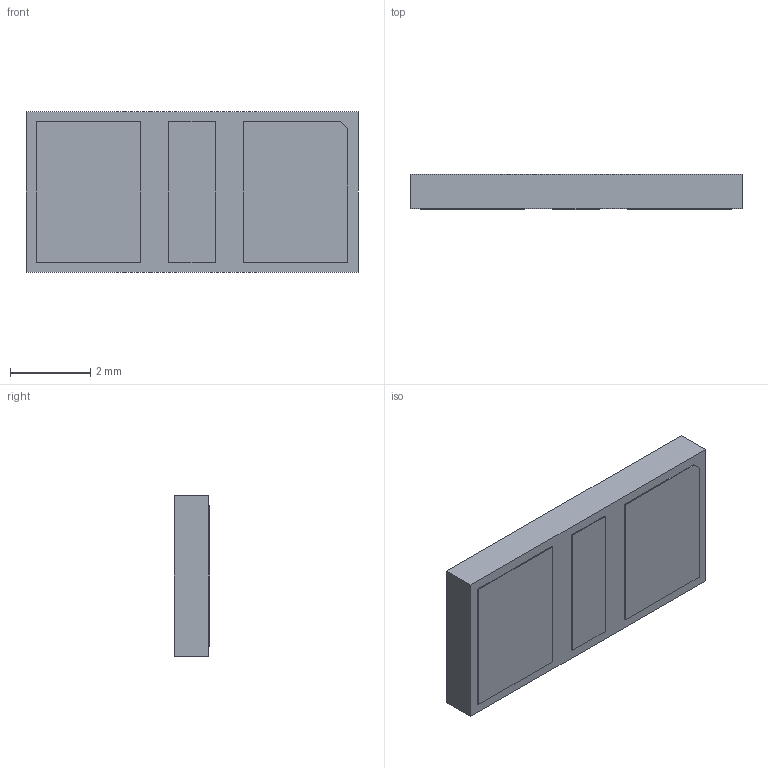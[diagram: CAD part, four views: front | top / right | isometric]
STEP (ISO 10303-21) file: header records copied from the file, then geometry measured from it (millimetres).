
FILE_DESCRIPTION((''),'2;1');
FILE_NAME('C','2012-07-23T',('ryans'),('Bourns, Inc.'),'PRO/ENGINEER BY PARAMETRIC TECHNOLOGY CORPORATION, 2010100','PRO/ENGINEER BY PARAMETRIC TECHNOLOGY CORPORATION, 2010100','');
FILE_SCHEMA(('CONFIG_CONTROL_DESIGN'));
Length unit declared in the file: millimetre
Products named in the file (1): C
Bounding box: 8.25 x 0.88 x 4 mm (x, y, z)
Volume: 28.6 mm3; surface area: 87.7 mm2
Topology: 1 solids, 1 shells, 22 faces, 51 edges, 34 vertices
Faces by surface type: plane 22
Entity records: 653 total; most frequent: CARTESIAN_POINT 107, ORIENTED_EDGE 102, DIRECTION 95, VECTOR 51, LINE 51, EDGE_CURVE 51, VERTEX_POINT 34, EDGE_LOOP 25
